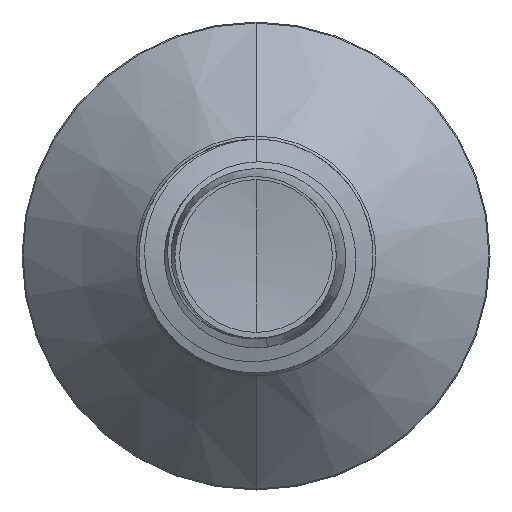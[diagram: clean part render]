
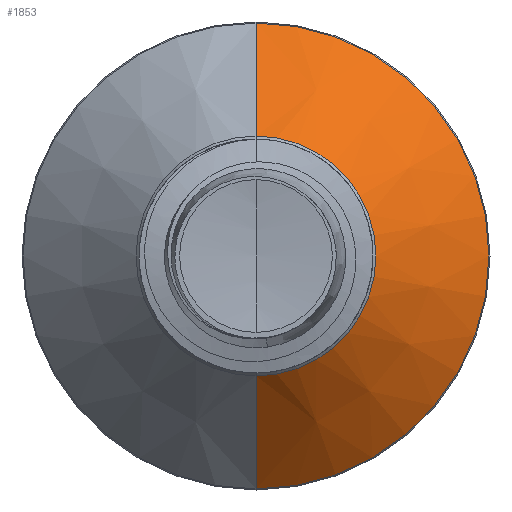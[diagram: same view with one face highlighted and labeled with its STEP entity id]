
A CAD part, front view. The second image highlights one B-rep face of the part: STEP entity #1853.
In plain terms, the highlighted conical face has half-angle 45 degrees and reference radius 2.563 mm.
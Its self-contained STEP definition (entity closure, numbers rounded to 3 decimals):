
#226 = EDGE_CURVE ( 'NONE', #4552, #15932, #2371, .T. ) ;
#1395 = CARTESIAN_POINT ( 'NONE',  ( 0., 5.813, -2.563 ) ) ;
#1648 = VECTOR ( 'NONE', #17505, 1000. ) ;
#1839 = VERTEX_POINT ( 'NONE', #8195 ) ;
#1853 = ADVANCED_FACE ( 'NONE', ( #10635 ), #10245, .T. ) ;
#1868 = DIRECTION ( 'NONE',  ( 0., 1., 0. ) ) ;
#2371 = CIRCLE ( 'NONE', #14635, 2.563 ) ;
#2775 = EDGE_LOOP ( 'NONE', ( #13137, #13048, #14359, #13462 ) ) ;
#3162 = CIRCLE ( 'NONE', #9654, 4.978 ) ;
#4552 = VERTEX_POINT ( 'NONE', #11211 ) ;
#5081 = VECTOR ( 'NONE', #10900, 1000. ) ;
#5456 = AXIS2_PLACEMENT_3D ( 'NONE', #8170, #7841, #8151 ) ;
#7622 = DIRECTION ( 'NONE',  ( 0., 0., 1. ) ) ;
#7841 = DIRECTION ( 'NONE',  ( 0., 1., 0. ) ) ;
#8058 = CARTESIAN_POINT ( 'NONE',  ( 0., 8.228, 4.978 ) ) ;
#8151 = DIRECTION ( 'NONE',  ( 0., 0., 1. ) ) ;
#8170 = CARTESIAN_POINT ( 'NONE',  ( 0., 5.813, 0. ) ) ;
#8195 = CARTESIAN_POINT ( 'NONE',  ( 0., 8.228, -4.978 ) ) ;
#8208 = EDGE_CURVE ( 'NONE', #4552, #12752, #8953, .T. ) ;
#8720 = EDGE_CURVE ( 'NONE', #12752, #1839, #3162, .T. ) ;
#8953 = LINE ( 'NONE', #16236, #1648 ) ;
#9654 = AXIS2_PLACEMENT_3D ( 'NONE', #10023, #1868, #11322 ) ;
#10023 = CARTESIAN_POINT ( 'NONE',  ( 0., 8.228, 0. ) ) ;
#10245 = CONICAL_SURFACE ( 'NONE', #5456, 2.563, 0.785 ) ;
#10635 = FACE_OUTER_BOUND ( 'NONE', #2775, .T. ) ;
#10900 = DIRECTION ( 'NONE',  ( 0., 0.707, -0.707 ) ) ;
#11211 = CARTESIAN_POINT ( 'NONE',  ( 0., 5.813, 2.563 ) ) ;
#11322 = DIRECTION ( 'NONE',  ( 0., 0., 1. ) ) ;
#11763 = LINE ( 'NONE', #1395, #5081 ) ;
#12752 = VERTEX_POINT ( 'NONE', #8058 ) ;
#13048 = ORIENTED_EDGE ( 'NONE', *, *, #13549, .T. ) ;
#13137 = ORIENTED_EDGE ( 'NONE', *, *, #226, .T. ) ;
#13462 = ORIENTED_EDGE ( 'NONE', *, *, #8208, .F. ) ;
#13521 = CARTESIAN_POINT ( 'NONE',  ( 0., 5.813, 0. ) ) ;
#13549 = EDGE_CURVE ( 'NONE', #15932, #1839, #11763, .T. ) ;
#14359 = ORIENTED_EDGE ( 'NONE', *, *, #8720, .F. ) ;
#14635 = AXIS2_PLACEMENT_3D ( 'NONE', #13521, #17333, #7622 ) ;
#15932 = VERTEX_POINT ( 'NONE', #16801 ) ;
#16236 = CARTESIAN_POINT ( 'NONE',  ( 0., 5.813, 2.563 ) ) ;
#16801 = CARTESIAN_POINT ( 'NONE',  ( 0., 5.813, -2.563 ) ) ;
#17333 = DIRECTION ( 'NONE',  ( 0., 1., 0. ) ) ;
#17505 = DIRECTION ( 'NONE',  ( 0., 0.707, 0.707 ) ) ;
